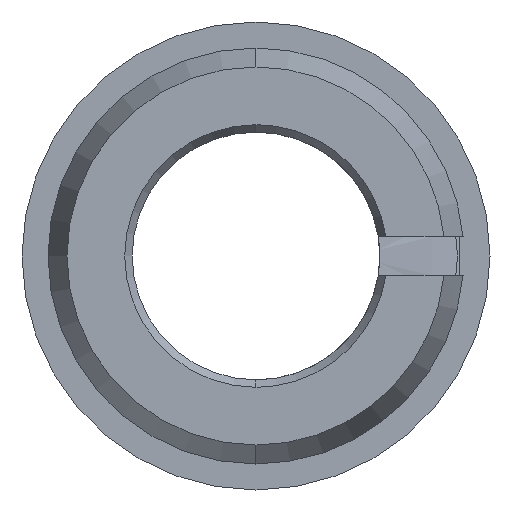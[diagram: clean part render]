
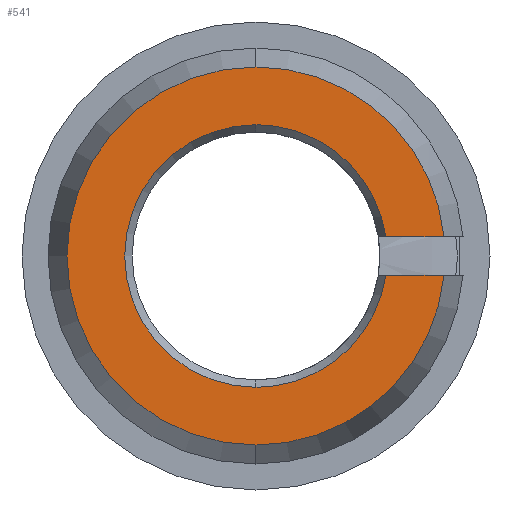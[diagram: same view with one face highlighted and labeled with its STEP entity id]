
A CAD part, left-side view. The second image highlights one B-rep face of the part: STEP entity #541.
In plain terms, the highlighted planar face has unit normal (-1, 0, 0).
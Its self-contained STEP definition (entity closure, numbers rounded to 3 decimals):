
#3 = AXIS2_PLACEMENT_3D ( 'NONE', #628, #261, #204 ) ;
#12 = CARTESIAN_POINT ( 'NONE',  ( -37., -7.233, -0.75 ) ) ;
#16 = CARTESIAN_POINT ( 'NONE',  ( -37., 0., 0. ) ) ;
#18 = AXIS2_PLACEMENT_3D ( 'NONE', #418, #603, #136 ) ;
#21 = CIRCLE ( 'NONE', #446, 5.051 ) ;
#43 = ORIENTED_EDGE ( 'NONE', *, *, #640, .T. ) ;
#52 = DIRECTION ( 'NONE',  ( 0., 1., 0. ) ) ;
#57 = EDGE_CURVE ( 'NONE', #83, #461, #105, .T. ) ;
#60 = CIRCLE ( 'NONE', #18, 7.272 ) ;
#65 = CARTESIAN_POINT ( 'NONE',  ( -37., 0., -5.051 ) ) ;
#81 = DIRECTION ( 'NONE',  ( -1., 0., 0. ) ) ;
#83 = VERTEX_POINT ( 'NONE', #783 ) ;
#86 = ORIENTED_EDGE ( 'NONE', *, *, #160, .F. ) ;
#87 = AXIS2_PLACEMENT_3D ( 'NONE', #482, #736, #316 ) ;
#95 = CARTESIAN_POINT ( 'NONE',  ( -37., 0., 5.051 ) ) ;
#100 = AXIS2_PLACEMENT_3D ( 'NONE', #16, #208, #330 ) ;
#105 = LINE ( 'NONE', #229, #164 ) ;
#118 = ORIENTED_EDGE ( 'NONE', *, *, #703, .F. ) ;
#136 = DIRECTION ( 'NONE',  ( 0., 0., 1. ) ) ;
#147 = VERTEX_POINT ( 'NONE', #65 ) ;
#160 = EDGE_CURVE ( 'NONE', #147, #793, #21, .T. ) ;
#164 = VECTOR ( 'NONE', #52, 1000. ) ;
#165 = CARTESIAN_POINT ( 'NONE',  ( -37., 0., 0. ) ) ;
#191 = VERTEX_POINT ( 'NONE', #12 ) ;
#194 = PLANE ( 'NONE',  #561 ) ;
#204 = DIRECTION ( 'NONE',  ( 0., 0., 1. ) ) ;
#208 = DIRECTION ( 'NONE',  ( -1., 0., 0. ) ) ;
#212 = CARTESIAN_POINT ( 'NONE',  ( -37., -4.995, -0.75 ) ) ;
#229 = CARTESIAN_POINT ( 'NONE',  ( -37., 7.272, 0.75 ) ) ;
#237 = DIRECTION ( 'NONE',  ( 1., 0., 0. ) ) ;
#244 = CIRCLE ( 'NONE', #3, 7.272 ) ;
#261 = DIRECTION ( 'NONE',  ( -1., 0., 0. ) ) ;
#278 = DIRECTION ( 'NONE',  ( 0., 1., 0. ) ) ;
#316 = DIRECTION ( 'NONE',  ( 0., 0., 1. ) ) ;
#330 = DIRECTION ( 'NONE',  ( 0., 0., 1. ) ) ;
#333 = EDGE_CURVE ( 'NONE', #777, #191, #434, .T. ) ;
#337 = CARTESIAN_POINT ( 'NONE',  ( -37., 7.272, -0.75 ) ) ;
#338 = FACE_OUTER_BOUND ( 'NONE', #711, .T. ) ;
#371 = ORIENTED_EDGE ( 'NONE', *, *, #712, .T. ) ;
#397 = DIRECTION ( 'NONE',  ( -1., 0., 0. ) ) ;
#417 = CIRCLE ( 'NONE', #465, 5.051 ) ;
#418 = CARTESIAN_POINT ( 'NONE',  ( -37., 0., 0. ) ) ;
#427 = ORIENTED_EDGE ( 'NONE', *, *, #528, .F. ) ;
#432 = CIRCLE ( 'NONE', #87, 5.051 ) ;
#433 = DIRECTION ( 'NONE',  ( 0., 0., 1. ) ) ;
#434 = CIRCLE ( 'NONE', #100, 7.272 ) ;
#446 = AXIS2_PLACEMENT_3D ( 'NONE', #621, #81, #433 ) ;
#461 = VERTEX_POINT ( 'NONE', #648 ) ;
#465 = AXIS2_PLACEMENT_3D ( 'NONE', #165, #397, #644 ) ;
#482 = CARTESIAN_POINT ( 'NONE',  ( -37., 0., 0. ) ) ;
#493 = ORIENTED_EDGE ( 'NONE', *, *, #57, .F. ) ;
#515 = EDGE_CURVE ( 'NONE', #191, #793, #724, .T. ) ;
#528 = EDGE_CURVE ( 'NONE', #461, #725, #417, .T. ) ;
#540 = ORIENTED_EDGE ( 'NONE', *, *, #333, .T. ) ;
#541 = ADVANCED_FACE ( 'NONE', ( #338 ), #194, .F. ) ;
#561 = AXIS2_PLACEMENT_3D ( 'NONE', #788, #237, #791 ) ;
#603 = DIRECTION ( 'NONE',  ( -1., 0., 0. ) ) ;
#607 = CARTESIAN_POINT ( 'NONE',  ( -37., 0., 7.272 ) ) ;
#621 = CARTESIAN_POINT ( 'NONE',  ( -37., 0., 0. ) ) ;
#628 = CARTESIAN_POINT ( 'NONE',  ( -37., 0., 0. ) ) ;
#634 = CARTESIAN_POINT ( 'NONE',  ( -37., 0., -7.272 ) ) ;
#640 = EDGE_CURVE ( 'NONE', #656, #777, #60, .T. ) ;
#644 = DIRECTION ( 'NONE',  ( 0., 0., 1. ) ) ;
#648 = CARTESIAN_POINT ( 'NONE',  ( -37., -4.995, 0.75 ) ) ;
#656 = VERTEX_POINT ( 'NONE', #607 ) ;
#661 = ORIENTED_EDGE ( 'NONE', *, *, #515, .T. ) ;
#703 = EDGE_CURVE ( 'NONE', #725, #147, #432, .T. ) ;
#707 = VECTOR ( 'NONE', #278, 1000. ) ;
#711 = EDGE_LOOP ( 'NONE', ( #371, #43, #540, #661, #86, #118, #427, #493 ) ) ;
#712 = EDGE_CURVE ( 'NONE', #83, #656, #244, .T. ) ;
#724 = LINE ( 'NONE', #337, #707 ) ;
#725 = VERTEX_POINT ( 'NONE', #95 ) ;
#736 = DIRECTION ( 'NONE',  ( -1., 0., 0. ) ) ;
#777 = VERTEX_POINT ( 'NONE', #634 ) ;
#783 = CARTESIAN_POINT ( 'NONE',  ( -37., -7.233, 0.75 ) ) ;
#788 = CARTESIAN_POINT ( 'NONE',  ( -37., 7.272, 0. ) ) ;
#791 = DIRECTION ( 'NONE',  ( 0., 0., -1. ) ) ;
#793 = VERTEX_POINT ( 'NONE', #212 ) ;
